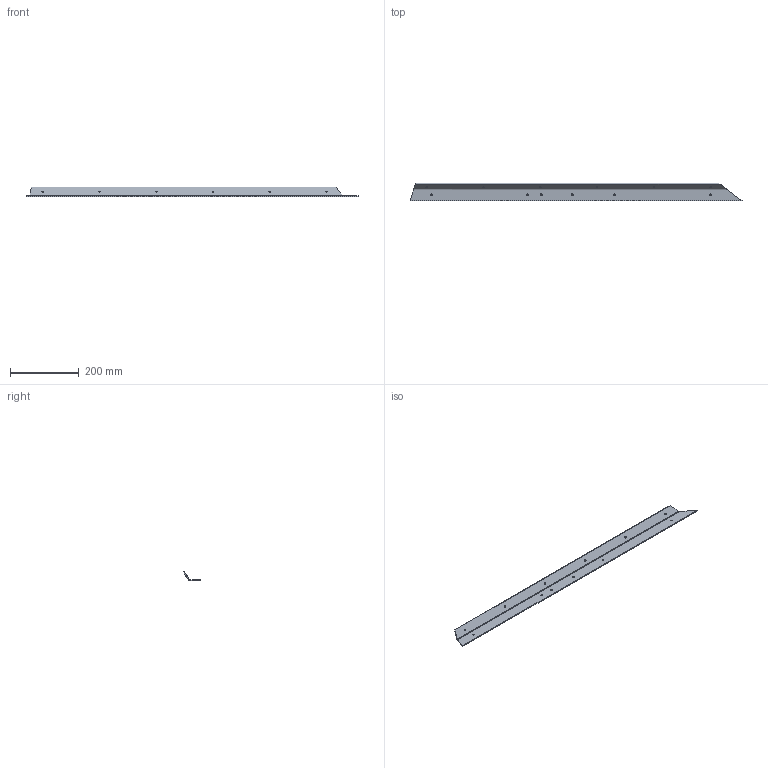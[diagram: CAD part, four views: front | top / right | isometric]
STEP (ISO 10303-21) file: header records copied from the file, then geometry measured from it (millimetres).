
FILE_DESCRIPTION(('FreeCAD Model'),'2;1');
FILE_NAME('Open CASCADE Shape Model','2023-05-06T14:31:15',(''),(''), 'Open CASCADE STEP processor 7.6','FreeCAD','Unknown');
FILE_SCHEMA(('AUTOMOTIVE_DESIGN { 1 0 10303 214 1 1 1 1 }'));
Length unit declared in the file: millimetre
Products named in the file (1): Body
Bounding box: 965 x 50.38 x 27.14 mm (x, y, z)
Volume: 171706.9 mm3; surface area: 121109.5 mm2
Topology: 1 solids, 1 shells, 22 faces, 60 edges, 40 vertices
Faces by surface type: cylinder 14, plane 8
Full cylindrical faces by diameter (mm): 5 x10, 6 x2
Entity records: 1581 total; most frequent: CARTESIAN_POINT 270, DIRECTION 250, ORIENTED_EDGE 120, LINE 120, VECTOR 120, PCURVE 120, DEFINITIONAL_REPRESENTATION 120, EDGE_CURVE 60
